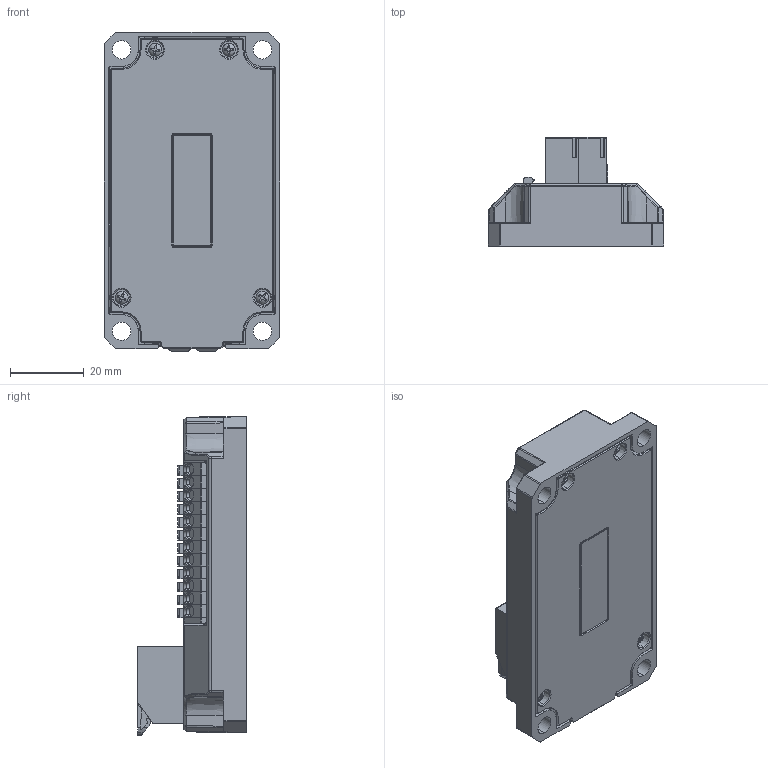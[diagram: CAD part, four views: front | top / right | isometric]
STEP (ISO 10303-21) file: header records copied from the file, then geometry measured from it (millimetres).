
FILE_DESCRIPTION (( 'STEP AP203' ), '1' );
FILE_NAME ('REV-11-1956.STEP', '2022-01-19T22:10:05', ( '' ), ( '' ), 'SwSTEP 2.0', 'SolidWorks 2022', '' );
FILE_SCHEMA (( 'CONFIG_CONTROL_DESIGN' ));
Products named in the file (1): REV-11-1956
Bounding box: 47.62 x 29.5 x 86.53 mm (x, y, z)
Volume: 38242.7 mm3; surface area: 52879.8 mm2
Topology: 100 solids, 100 shells, 4574 faces, 12692 edges, 8336 vertices
Faces by surface type: plane 2549, cylinder 1145, bspline 492, cone 350, torus 24, sphere 14
Entity records: 782685 total; most frequent: CARTESIAN_POINT 216710, ORIENTED_EDGE 126900, DIRECTION 105100, EDGE_CURVE 63450, VERTEX_POINT 41680, VECTOR 41430, LINE 41430, AXIS2_PLACEMENT_3D 31835
